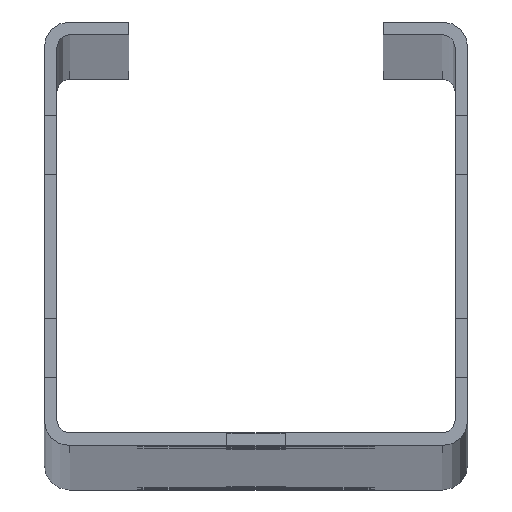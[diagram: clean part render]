
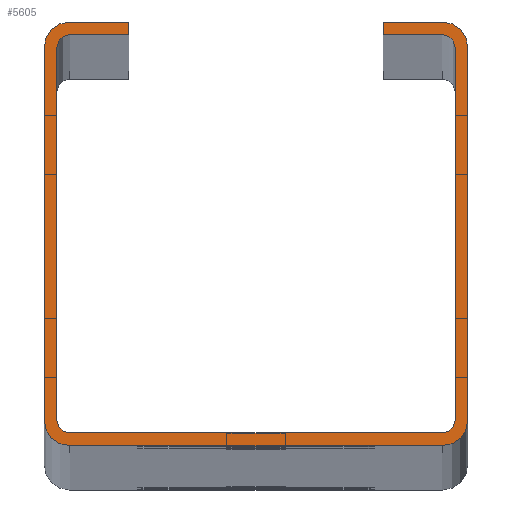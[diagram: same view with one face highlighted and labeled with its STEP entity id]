
A CAD part, top view. The second image highlights one B-rep face of the part: STEP entity #5605.
In plain terms, the highlighted planar face has unit normal (0, 0, 1).
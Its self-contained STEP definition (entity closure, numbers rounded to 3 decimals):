
#2026=DIRECTION('',(-1.,0.,0.));
#2027=VECTOR('',#2026,7.);
#2028=CARTESIAN_POINT('',(-15.,50.,1500.));
#2029=LINE('',#2028,#2027);
#2030=DIRECTION('',(0.,1.,0.));
#2031=VECTOR('',#2030,1.5);
#2032=CARTESIAN_POINT('',(-15.,48.5,1500.));
#2033=LINE('',#2032,#2031);
#2034=DIRECTION('',(1.,0.,0.));
#2035=VECTOR('',#2034,7.);
#2036=CARTESIAN_POINT('',(-22.,48.5,1500.));
#2037=LINE('',#2036,#2035);
#2038=CARTESIAN_POINT('',(-22.,47.,1500.));
#2039=DIRECTION('',(0.,0.,-1.));
#2040=DIRECTION('',(-1.,0.,0.));
#2041=AXIS2_PLACEMENT_3D('',#2038,#2039,#2040);
#2043=DIRECTION('',(0.,1.,0.));
#2044=VECTOR('',#2043,44.);
#2045=CARTESIAN_POINT('',(-23.5,3.,1500.));
#2046=LINE('',#2045,#2044);
#2047=CARTESIAN_POINT('',(-22.,3.,1500.));
#2048=DIRECTION('',(0.,0.,-1.));
#2049=DIRECTION('',(0.,-1.,0.));
#2050=AXIS2_PLACEMENT_3D('',#2047,#2048,#2049);
#2052=DIRECTION('',(-1.,0.,0.));
#2053=VECTOR('',#2052,44.);
#2054=CARTESIAN_POINT('',(22.,1.5,1500.));
#2055=LINE('',#2054,#2053);
#2056=CARTESIAN_POINT('',(22.,3.,1500.));
#2057=DIRECTION('',(0.,0.,-1.));
#2058=DIRECTION('',(1.,0.,0.));
#2059=AXIS2_PLACEMENT_3D('',#2056,#2057,#2058);
#2061=DIRECTION('',(0.,-1.,0.));
#2062=VECTOR('',#2061,44.);
#2063=CARTESIAN_POINT('',(23.5,47.,1500.));
#2064=LINE('',#2063,#2062);
#2065=CARTESIAN_POINT('',(22.,47.,1500.));
#2066=DIRECTION('',(0.,0.,-1.));
#2067=DIRECTION('',(0.,1.,0.));
#2068=AXIS2_PLACEMENT_3D('',#2065,#2066,#2067);
#2070=DIRECTION('',(1.,0.,0.));
#2071=VECTOR('',#2070,7.);
#2072=CARTESIAN_POINT('',(15.,48.5,1500.));
#2073=LINE('',#2072,#2071);
#2074=DIRECTION('',(0.,-1.,0.));
#2075=VECTOR('',#2074,1.5);
#2076=CARTESIAN_POINT('',(15.,50.,1500.));
#2077=LINE('',#2076,#2075);
#2078=DIRECTION('',(-1.,0.,0.));
#2079=VECTOR('',#2078,7.);
#2080=CARTESIAN_POINT('',(22.,50.,1500.));
#2081=LINE('',#2080,#2079);
#2082=CARTESIAN_POINT('',(22.,47.,1500.));
#2083=DIRECTION('',(0.,0.,1.));
#2084=DIRECTION('',(1.,0.,0.));
#2085=AXIS2_PLACEMENT_3D('',#2082,#2083,#2084);
#2087=DIRECTION('',(0.,1.,0.));
#2088=VECTOR('',#2087,44.);
#2089=CARTESIAN_POINT('',(25.,3.,1500.));
#2090=LINE('',#2089,#2088);
#2091=CARTESIAN_POINT('',(22.,3.,1500.));
#2092=DIRECTION('',(0.,0.,1.));
#2093=DIRECTION('',(0.,-1.,0.));
#2094=AXIS2_PLACEMENT_3D('',#2091,#2092,#2093);
#2096=DIRECTION('',(1.,0.,0.));
#2097=VECTOR('',#2096,44.);
#2098=CARTESIAN_POINT('',(-22.,0.,1500.));
#2099=LINE('',#2098,#2097);
#2100=CARTESIAN_POINT('',(-22.,3.,1500.));
#2101=DIRECTION('',(0.,0.,1.));
#2102=DIRECTION('',(-1.,0.,0.));
#2103=AXIS2_PLACEMENT_3D('',#2100,#2101,#2102);
#2105=DIRECTION('',(0.,-1.,0.));
#2106=VECTOR('',#2105,44.);
#2107=CARTESIAN_POINT('',(-25.,47.,1500.));
#2108=LINE('',#2107,#2106);
#2109=CARTESIAN_POINT('',(-22.,47.,1500.));
#2110=DIRECTION('',(0.,0.,1.));
#2111=DIRECTION('',(0.,1.,0.));
#2112=AXIS2_PLACEMENT_3D('',#2109,#2110,#2111);
#3194=CARTESIAN_POINT('',(-25.,47.,1500.));
#3195=CARTESIAN_POINT('',(-25.,3.,1500.));
#3196=VERTEX_POINT('',#3194);
#3197=VERTEX_POINT('',#3195);
#3198=CARTESIAN_POINT('',(-22.,0.,1500.));
#3199=VERTEX_POINT('',#3198);
#3200=CARTESIAN_POINT('',(22.,0.,1500.));
#3201=VERTEX_POINT('',#3200);
#3202=CARTESIAN_POINT('',(25.,3.,1500.));
#3203=VERTEX_POINT('',#3202);
#3204=CARTESIAN_POINT('',(25.,47.,1500.));
#3205=VERTEX_POINT('',#3204);
#3206=CARTESIAN_POINT('',(23.5,47.,1500.));
#3207=CARTESIAN_POINT('',(23.5,3.,1500.));
#3208=VERTEX_POINT('',#3206);
#3209=VERTEX_POINT('',#3207);
#3210=CARTESIAN_POINT('',(22.,1.5,1500.));
#3211=VERTEX_POINT('',#3210);
#3212=CARTESIAN_POINT('',(-22.,1.5,1500.));
#3213=VERTEX_POINT('',#3212);
#3214=CARTESIAN_POINT('',(-23.5,3.,1500.));
#3215=VERTEX_POINT('',#3214);
#3216=CARTESIAN_POINT('',(-23.5,47.,1500.));
#3217=VERTEX_POINT('',#3216);
#3234=CARTESIAN_POINT('',(-15.,50.,1500.));
#3235=CARTESIAN_POINT('',(-22.,50.,1500.));
#3236=VERTEX_POINT('',#3234);
#3237=VERTEX_POINT('',#3235);
#3238=CARTESIAN_POINT('',(22.,50.,1500.));
#3239=VERTEX_POINT('',#3238);
#3240=CARTESIAN_POINT('',(15.,50.,1500.));
#3241=VERTEX_POINT('',#3240);
#3242=CARTESIAN_POINT('',(15.,48.5,1500.));
#3243=VERTEX_POINT('',#3242);
#3244=CARTESIAN_POINT('',(22.,48.5,1500.));
#3245=VERTEX_POINT('',#3244);
#3246=CARTESIAN_POINT('',(-22.,48.5,1500.));
#3247=VERTEX_POINT('',#3246);
#3248=CARTESIAN_POINT('',(-15.,48.5,1500.));
#3249=VERTEX_POINT('',#3248);
#5578=CARTESIAN_POINT('',(0.,0.,1500.));
#5579=DIRECTION('',(0.,0.,1.));
#5580=DIRECTION('',(1.,0.,0.));
#5581=AXIS2_PLACEMENT_3D('',#5578,#5579,#5580);
#5582=PLANE('',#5581);
#5583=ORIENTED_EDGE('',*,*,#4202,.F.);
#5584=ORIENTED_EDGE('',*,*,#4217,.F.);
#5585=ORIENTED_EDGE('',*,*,#4231,.F.);
#5586=ORIENTED_EDGE('',*,*,#4245,.F.);
#5587=ORIENTED_EDGE('',*,*,#4259,.F.);
#5588=ORIENTED_EDGE('',*,*,#4473,.F.);
#5589=ORIENTED_EDGE('',*,*,#4487,.F.);
#5590=ORIENTED_EDGE('',*,*,#4653,.F.);
#5591=ORIENTED_EDGE('',*,*,#4667,.F.);
#5592=ORIENTED_EDGE('',*,*,#4881,.F.);
#5593=ORIENTED_EDGE('',*,*,#4895,.F.);
#5594=ORIENTED_EDGE('',*,*,#4909,.F.);
#5595=ORIENTED_EDGE('',*,*,#4923,.F.);
#5596=ORIENTED_EDGE('',*,*,#4937,.F.);
#5597=ORIENTED_EDGE('',*,*,#4951,.F.);
#5598=ORIENTED_EDGE('',*,*,#5165,.F.);
#5599=ORIENTED_EDGE('',*,*,#5179,.F.);
#5600=ORIENTED_EDGE('',*,*,#5345,.F.);
#5601=ORIENTED_EDGE('',*,*,#5359,.F.);
#5602=ORIENTED_EDGE('',*,*,#5572,.F.);
#5603=EDGE_LOOP('',(#5583,#5584,#5585,#5586,#5587,#5588,#5589,#5590,#5591,#5592,
#5593,#5594,#5595,#5596,#5597,#5598,#5599,#5600,#5601,#5602));
#5604=FACE_OUTER_BOUND('',#5603,.F.);
#5605=ADVANCED_FACE('',(#5604),#5582,.T.);
#2042=CIRCLE('',#2041,1.5);
#2051=CIRCLE('',#2050,1.5);
#2060=CIRCLE('',#2059,1.5);
#2069=CIRCLE('',#2068,1.5);
#2086=CIRCLE('',#2085,3.);
#2095=CIRCLE('',#2094,3.);
#2104=CIRCLE('',#2103,3.);
#2113=CIRCLE('',#2112,3.);
#4202=EDGE_CURVE('',#3236,#3237,#2029,.T.);
#4217=EDGE_CURVE('',#3249,#3236,#2033,.T.);
#4231=EDGE_CURVE('',#3247,#3249,#2037,.T.);
#4245=EDGE_CURVE('',#3217,#3247,#2042,.T.);
#4259=EDGE_CURVE('',#3215,#3217,#2046,.T.);
#4473=EDGE_CURVE('',#3213,#3215,#2051,.T.);
#4487=EDGE_CURVE('',#3211,#3213,#2055,.T.);
#4653=EDGE_CURVE('',#3209,#3211,#2060,.T.);
#4667=EDGE_CURVE('',#3208,#3209,#2064,.T.);
#4881=EDGE_CURVE('',#3245,#3208,#2069,.T.);
#4895=EDGE_CURVE('',#3243,#3245,#2073,.T.);
#4909=EDGE_CURVE('',#3241,#3243,#2077,.T.);
#4923=EDGE_CURVE('',#3239,#3241,#2081,.T.);
#4937=EDGE_CURVE('',#3205,#3239,#2086,.T.);
#4951=EDGE_CURVE('',#3203,#3205,#2090,.T.);
#5165=EDGE_CURVE('',#3201,#3203,#2095,.T.);
#5179=EDGE_CURVE('',#3199,#3201,#2099,.T.);
#5345=EDGE_CURVE('',#3197,#3199,#2104,.T.);
#5359=EDGE_CURVE('',#3196,#3197,#2108,.T.);
#5572=EDGE_CURVE('',#3237,#3196,#2113,.T.);
